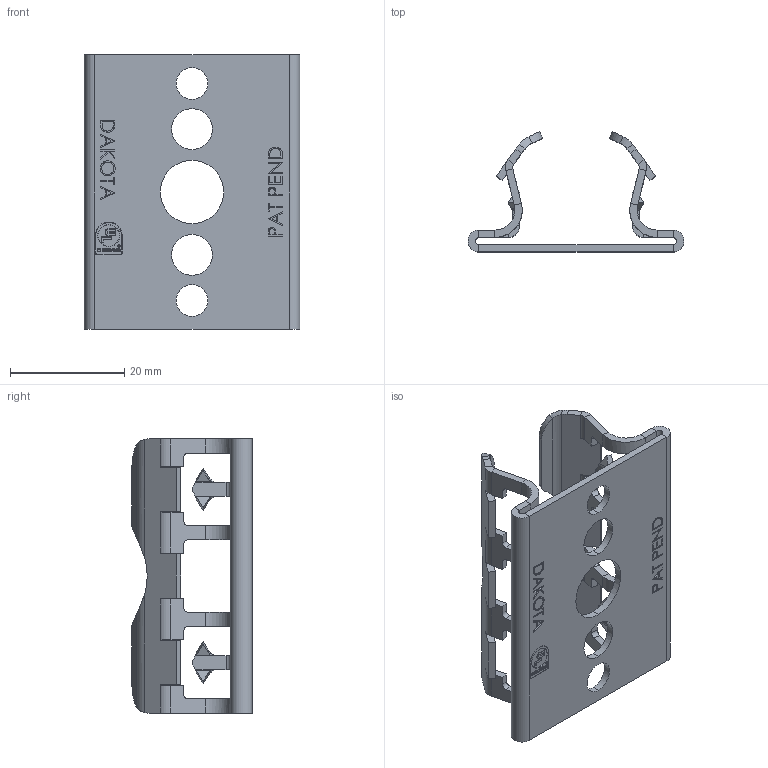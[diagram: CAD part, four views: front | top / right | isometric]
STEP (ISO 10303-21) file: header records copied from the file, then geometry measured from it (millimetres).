
FILE_DESCRIPTION (( 'STEP AP203' ), '1' );
FILE_NAME ('DS-MR-PT.STEP', '2022-02-25T20:25:55', ( '' ), ( '' ), 'SwSTEP 2.0', 'SolidWorks 2021', '' );
FILE_SCHEMA (( 'CONFIG_CONTROL_DESIGN' ));
Length unit declared in the file: millimetre
Products named in the file (1): DS-MR-PT
Bounding box: 37.78 x 21.03 x 48 mm (x, y, z)
Volume: 4179.2 mm3; surface area: 7975.5 mm2
Topology: 3 solids, 3 shells, 918 faces, 2376 edges, 1496 vertices
Faces by surface type: plane 531, cylinder 317, bspline 70
Entity records: 30267 total; most frequent: CARTESIAN_POINT 7941, ORIENTED_EDGE 4752, DIRECTION 4448, EDGE_CURVE 2376, LINE 1578, VECTOR 1578, VERTEX_POINT 1496, AXIS2_PLACEMENT_3D 1435
